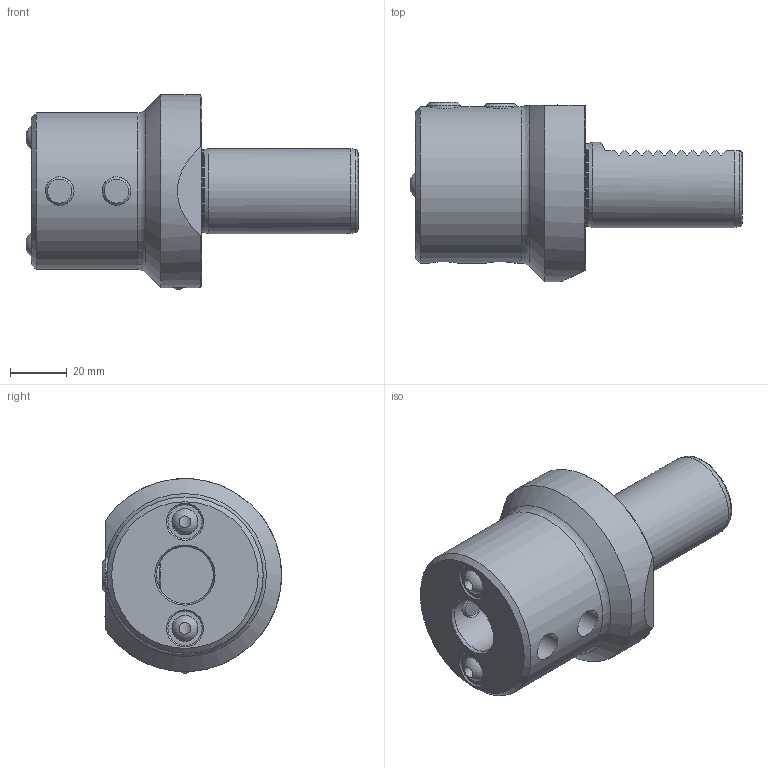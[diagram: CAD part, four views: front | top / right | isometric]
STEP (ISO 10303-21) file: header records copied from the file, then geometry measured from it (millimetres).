
FILE_DESCRIPTION(/* description */ (''),/* implementation_level */ '2;1');
FILE_NAME(/* name */ '30_20_290_2.stp',/* time_stamp */ '2021-10-06T11:26:49+02:00',/* author */ ('cad'),/* organization */ (''),/* preprocessor_version */ 'ST-DEVELOPER v18.1',/* originating_system */ 'Autodesk Inventor 2021',/* authorisation */ '');
FILE_SCHEMA (('AUTOMOTIVE_DESIGN { 1 0 10303 214 3 1 1 }'));
Length unit declared in the file: inch
Products named in the file (1): 30_20_290_2_Shrinkwrap_1
Bounding box: 116.85 x 63.04 x 68.57 mm (x, y, z)
Volume: 169588.5 mm3; surface area: 31743.9 mm2
Topology: 1 solids, 1 shells, 143 faces, 423 edges, 293 vertices
Faces by surface type: plane 63, cylinder 41, cone 26, sphere 8, torus 5
Full cylindrical faces by diameter (mm): 3.5 x1, 4.134 x2, 5.7 x4, 5.97 x2, 7.7 x1, 7.95 x2, 9 x2, 10.106 x2, 12 x4, 14 x1, 20 x1, 22 x1, 29.1 x1, 30 x1, 55 x1
Entity records: 5835 total; most frequent: CARTESIAN_POINT 1789, ORIENTED_EDGE 832, DIRECTION 789, EDGE_CURVE 416, AXIS2_PLACEMENT_3D 321, VERTEX_POINT 293, EDGE_LOOP 171, LINE 147
